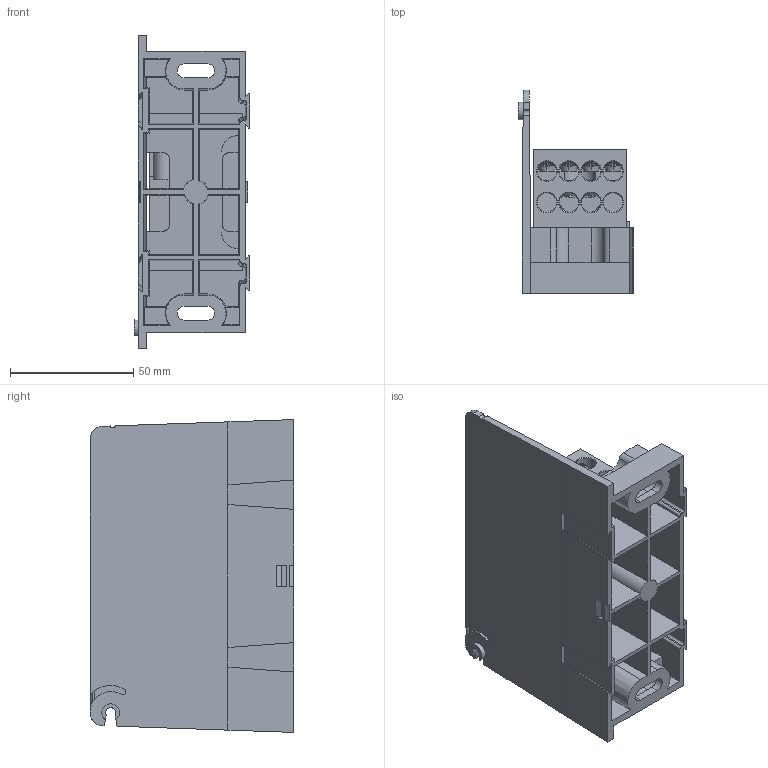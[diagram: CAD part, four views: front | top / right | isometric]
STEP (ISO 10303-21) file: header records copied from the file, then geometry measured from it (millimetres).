
FILE_DESCRIPTION (( 'STEP AP214' ), '1' );
FILE_NAME ('701912rev-ADDER.STEP', '2014-07-09T14:18:13', ( '' ), ( '' ), 'SwSTEP 2.0', 'SolidWorks 2013', '' );
FILE_SCHEMA (( 'AUTOMOTIVE_DESIGN' ));
Length unit declared in the file: inch
Products named in the file (1): 701912rev-ADDER
Bounding box: 46.93 x 82.55 x 127.01 mm (x, y, z)
Surface area: 63438.1 mm2 (no closed solid volume)
Topology: 0 solids, 29 shells, 410 faces, 1343 edges, 951 vertices
Faces by surface type: plane 178, cylinder 117, cone 108, bspline 7
Entity records: 18520 total; most frequent: CARTESIAN_POINT 7352, ORIENTED_EDGE 2233, DIRECTION 2129, EDGE_CURVE 1339, VERTEX_POINT 950, LINE 775, VECTOR 775, AXIS2_PLACEMENT_3D 677
